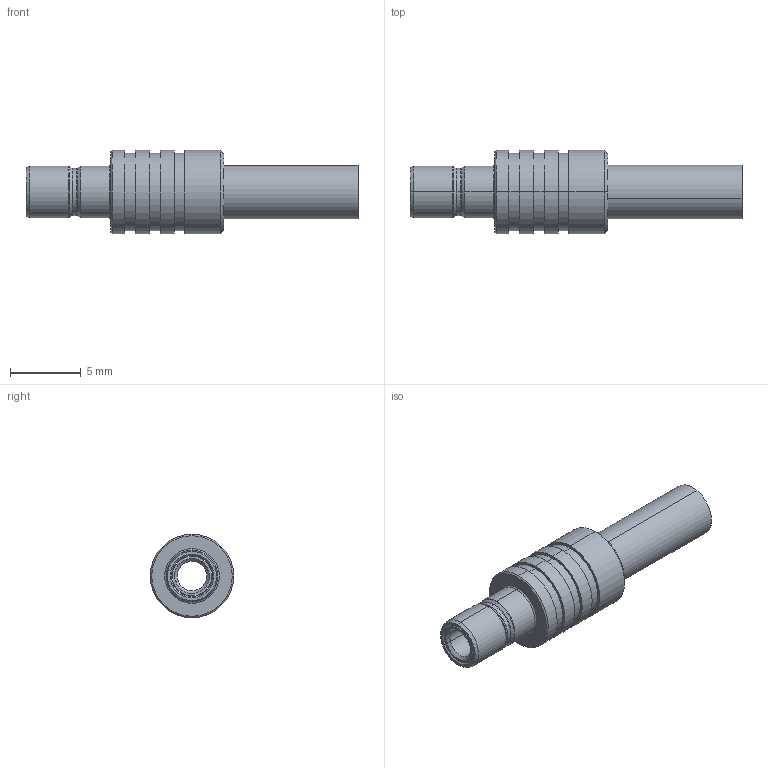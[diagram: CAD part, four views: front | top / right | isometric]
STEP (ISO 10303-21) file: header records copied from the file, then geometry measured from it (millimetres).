
FILE_DESCRIPTION (( 'STEP AP214' ), '1' );
FILE_NAME ('32-054-B3-AD.STEP', '2024-09-06T07:52:36', ( '' ), ( '' ), 'SwSTEP 2.0', 'SolidWorks 2024', '' );
FILE_SCHEMA (( 'AUTOMOTIVE_DESIGN' ));
Length unit declared in the file: millimetre
Products named in the file (1): 32-054-B3-AD
Bounding box: 23.5 x 5.9 x 5.9 mm (x, y, z)
Surface area: 598.4 mm2 (no closed solid volume)
Topology: 0 solids, 3 shells, 65 faces, 136 edges, 82 vertices
Faces by surface type: cylinder 30, cone 14, plane 11, torus 10
Entity records: 1760 total; most frequent: DIRECTION 360, CARTESIAN_POINT 284, ORIENTED_EDGE 260, AXIS2_PLACEMENT_3D 158, EDGE_CURVE 136, CIRCLE 92, VERTEX_POINT 82, EDGE_LOOP 76
